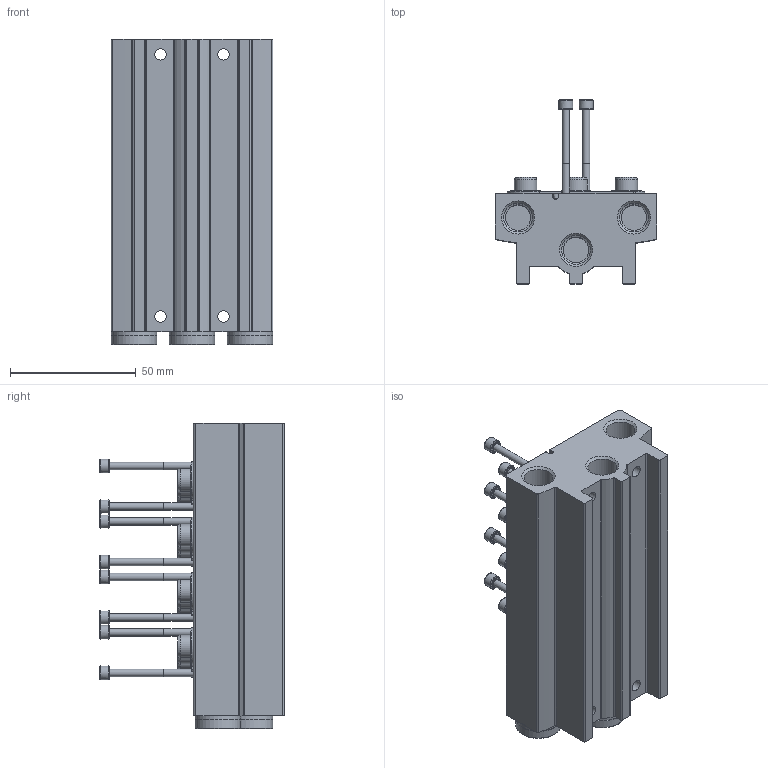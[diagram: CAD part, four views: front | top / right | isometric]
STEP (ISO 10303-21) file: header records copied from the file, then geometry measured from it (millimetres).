
FILE_DESCRIPTION(/* description */ ('STEP AP214'),/* implementation_level */ '2;1');
FILE_NAME(/* name */ '576419_VABM-B10-20S-G14-4',/* time_stamp */ '2024-09-15T21:25:59+02:00',/* author */ ('License CC BY-ND 4.0'),/* organization */ ('CADENAS'),/* preprocessor_version */ 'ST-DEVELOPER v19.3',/* originating_system */ 'PARTsolutions',/* authorisation */ ' ');
FILE_SCHEMA (('AUTOMOTIVE_DESIGN {1 0 10303 214 3 1 1}'));
Length unit declared in the file: millimetre
Products named in the file (5): 576419 VABM-B10-20S-G14-4; 576419 VABM-B10-20S-G14-4---(M); 1355283 VUVS-G18-3---(S); 2833702 F-M3x40-10.9; 3569 B-1/4---(Plug)
Assembly tree (16 placements, depth 2):
  576419 VABM-B10-20S-G14-4
    576419 VABM-B10-20S-G14-4---(M)
    1355283 VUVS-G18-3---(S)  x4
    2833702 F-M3x40-10.9  x8
    3569 B-1/4---(Plug)  x3
Bounding box: 64.2 x 73.1 x 121.2 mm (x, y, z)
Volume: 188550.9 mm3; surface area: 61521.3 mm2
Topology: 16 solids, 16 shells, 748 faces, 1802 edges, 1149 vertices
Faces by surface type: plane 358, cylinder 216, cone 139, torus 35
Full cylindrical faces by diameter (mm): 2.459 x8, 2.92 x8, 3 x8, 3.242 x1, 3.5 x1, 4.5 x4, 5.5 x8, 6 x24, 8.9 x12, 10.1 x3, 10.8 x12, 11.445 x6, 13.157 x3, 16.2 x3, 18 x6
Entity records: 8222 total; most frequent: CARTESIAN_POINT 1568, DIRECTION 1407, ORIENTED_EDGE 1136, EDGE_CURVE 568, AXIS2_PLACEMENT_3D 560, FACE_BOUND 473, EDGE_LOOP 463, VERTEX_POINT 433
